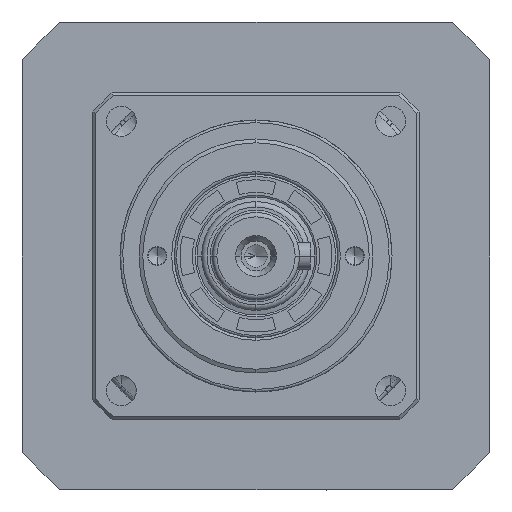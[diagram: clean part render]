
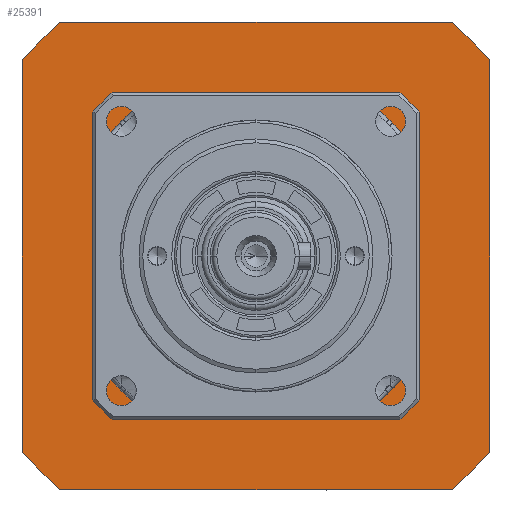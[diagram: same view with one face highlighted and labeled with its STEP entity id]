
A CAD part, left-side view. The second image highlights one B-rep face of the part: STEP entity #25391.
In plain terms, the highlighted planar face has unit normal (-1, 0, 0).
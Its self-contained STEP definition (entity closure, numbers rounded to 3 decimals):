
#282 = CIRCLE ( 'NONE', #24519, 35. ) ;
#679 = LINE ( 'NONE', #20925, #1436 ) ;
#837 = LINE ( 'NONE', #5441, #1499 ) ;
#926 = CARTESIAN_POINT ( 'NONE',  ( 5.5, 43., -35.875 ) ) ;
#1014 = VERTEX_POINT ( 'NONE', #11449 ) ;
#1344 = EDGE_CURVE ( 'NONE', #24621, #7691, #17758, .T. ) ;
#1436 = VECTOR ( 'NONE', #24918, 1000. ) ;
#1499 = VECTOR ( 'NONE', #5500, 1000. ) ;
#1705 = CARTESIAN_POINT ( 'NONE',  ( 5.5, 30., -18.028 ) ) ;
#1785 = CIRCLE ( 'NONE', #8050, 56. ) ;
#2213 = EDGE_CURVE ( 'NONE', #7691, #16044, #282, .T. ) ;
#2665 = DIRECTION ( 'NONE',  ( 0., 1., 0. ) ) ;
#2706 = CIRCLE ( 'NONE', #13023, 35. ) ;
#2931 = CARTESIAN_POINT ( 'NONE',  ( 5.5, -35., 43. ) ) ;
#2969 = VERTEX_POINT ( 'NONE', #24886 ) ;
#3184 = CARTESIAN_POINT ( 'NONE',  ( 5.5, 0., 0. ) ) ;
#3202 = AXIS2_PLACEMENT_3D ( 'NONE', #3184, #7424, #10281 ) ;
#3248 = DIRECTION ( 'NONE',  ( 0., 0., -1. ) ) ;
#3368 = DIRECTION ( 'NONE',  ( -1., 0., 0. ) ) ;
#3682 = CARTESIAN_POINT ( 'NONE',  ( 5.5, 0., 0. ) ) ;
#4008 = DIRECTION ( 'NONE',  ( 0., -1., 0. ) ) ;
#4145 = CARTESIAN_POINT ( 'NONE',  ( 5.5, -30., -18.028 ) ) ;
#4740 = ORIENTED_EDGE ( 'NONE', *, *, #23550, .T. ) ;
#4901 = ORIENTED_EDGE ( 'NONE', *, *, #6319, .T. ) ;
#4934 = CARTESIAN_POINT ( 'NONE',  ( 5.5, -43., 0. ) ) ;
#5277 = CARTESIAN_POINT ( 'NONE',  ( 5.5, 0., 0. ) ) ;
#5441 = CARTESIAN_POINT ( 'NONE',  ( 5.5, 43., 0. ) ) ;
#5452 = VERTEX_POINT ( 'NONE', #8728 ) ;
#5500 = DIRECTION ( 'NONE',  ( 0., 0., -1. ) ) ;
#5531 = DIRECTION ( 'NONE',  ( -1., 0., 0. ) ) ;
#5900 = CIRCLE ( 'NONE', #8402, 35. ) ;
#5947 = EDGE_CURVE ( 'NONE', #17035, #23367, #18372, .T. ) ;
#6319 = EDGE_CURVE ( 'NONE', #23367, #24298, #9548, .T. ) ;
#6389 = LINE ( 'NONE', #4934, #13162 ) ;
#6553 = CARTESIAN_POINT ( 'NONE',  ( 5.5, 43., 35.875 ) ) ;
#6558 = EDGE_CURVE ( 'NONE', #7112, #1014, #5900, .T. ) ;
#7112 = VERTEX_POINT ( 'NONE', #4145 ) ;
#7173 = ORIENTED_EDGE ( 'NONE', *, *, #13495, .T. ) ;
#7219 = CARTESIAN_POINT ( 'NONE',  ( 5.5, -18.028, 30. ) ) ;
#7424 = DIRECTION ( 'NONE',  ( -1., 0., 0. ) ) ;
#7426 = EDGE_CURVE ( 'NONE', #22320, #5452, #6389, .T. ) ;
#7441 = DIRECTION ( 'NONE',  ( 0., 0., 1. ) ) ;
#7587 = EDGE_CURVE ( 'NONE', #1014, #2969, #9393, .T. ) ;
#7691 = VERTEX_POINT ( 'NONE', #19430 ) ;
#7888 = AXIS2_PLACEMENT_3D ( 'NONE', #3682, #3368, #3248 ) ;
#8050 = AXIS2_PLACEMENT_3D ( 'NONE', #18467, #18445, #18412 ) ;
#8402 = AXIS2_PLACEMENT_3D ( 'NONE', #19824, #19769, #19739 ) ;
#8567 = ORIENTED_EDGE ( 'NONE', *, *, #18465, .T. ) ;
#8662 = LINE ( 'NONE', #12482, #20326 ) ;
#8728 = CARTESIAN_POINT ( 'NONE',  ( 5.5, -43., 35.875 ) ) ;
#8986 = EDGE_CURVE ( 'NONE', #5452, #17035, #17786, .T. ) ;
#9030 = DIRECTION ( 'NONE',  ( 0., 0., 1. ) ) ;
#9120 = DIRECTION ( 'NONE',  ( 1., 0., 0. ) ) ;
#9299 = CARTESIAN_POINT ( 'NONE',  ( 5.5, 0., 0. ) ) ;
#9390 = ORIENTED_EDGE ( 'NONE', *, *, #24890, .T. ) ;
#9393 = LINE ( 'NONE', #22519, #18956 ) ;
#9548 = CIRCLE ( 'NONE', #3202, 56. ) ;
#9788 = ORIENTED_EDGE ( 'NONE', *, *, #8986, .T. ) ;
#10057 = DIRECTION ( 'NONE',  ( 0., -1., 0. ) ) ;
#10281 = DIRECTION ( 'NONE',  ( 0., 0., -1. ) ) ;
#10538 = EDGE_CURVE ( 'NONE', #2969, #24621, #2706, .T. ) ;
#11449 = CARTESIAN_POINT ( 'NONE',  ( 5.5, -18.028, -30. ) ) ;
#11530 = ORIENTED_EDGE ( 'NONE', *, *, #21195, .T. ) ;
#11753 = EDGE_CURVE ( 'NONE', #13151, #15031, #1785, .T. ) ;
#11831 = CARTESIAN_POINT ( 'NONE',  ( 5.5, -43., -35.875 ) ) ;
#11876 = CARTESIAN_POINT ( 'NONE',  ( 5.5, 35.875, 43. ) ) ;
#12031 = ORIENTED_EDGE ( 'NONE', *, *, #11753, .T. ) ;
#12204 = CARTESIAN_POINT ( 'NONE',  ( 5.5, -35., 30. ) ) ;
#12482 = CARTESIAN_POINT ( 'NONE',  ( 5.5, -35., -43. ) ) ;
#12787 = EDGE_CURVE ( 'NONE', #24298, #13151, #837, .T. ) ;
#12825 = ORIENTED_EDGE ( 'NONE', *, *, #6558, .T. ) ;
#13023 = AXIS2_PLACEMENT_3D ( 'NONE', #9299, #9120, #9030 ) ;
#13151 = VERTEX_POINT ( 'NONE', #926 ) ;
#13162 = VECTOR ( 'NONE', #13254, 1000. ) ;
#13254 = DIRECTION ( 'NONE',  ( 0., 0., 1. ) ) ;
#13314 = ORIENTED_EDGE ( 'NONE', *, *, #7426, .T. ) ;
#13495 = EDGE_CURVE ( 'NONE', #17345, #22320, #23126, .T. ) ;
#14083 = CARTESIAN_POINT ( 'NONE',  ( 5.5, -35.875, 43. ) ) ;
#14200 = DIRECTION ( 'NONE',  ( 0., 0., -1. ) ) ;
#14288 = DIRECTION ( 'NONE',  ( -1., 0., 0. ) ) ;
#14479 = CARTESIAN_POINT ( 'NONE',  ( 5.5, 0., 0. ) ) ;
#14540 = ORIENTED_EDGE ( 'NONE', *, *, #10538, .T. ) ;
#15000 = DIRECTION ( 'NONE',  ( 0., 0., 1. ) ) ;
#15031 = VERTEX_POINT ( 'NONE', #17115 ) ;
#15032 = DIRECTION ( 'NONE',  ( 1., 0., 0. ) ) ;
#15039 = CARTESIAN_POINT ( 'NONE',  ( 5.5, 0., 0. ) ) ;
#15689 = EDGE_LOOP ( 'NONE', ( #22556, #18450, #9390, #11530, #4740, #12825, #19665, #14540 ) ) ;
#16044 = VERTEX_POINT ( 'NONE', #20012 ) ;
#17035 = VERTEX_POINT ( 'NONE', #14083 ) ;
#17115 = CARTESIAN_POINT ( 'NONE',  ( 5.5, 35.875, -43. ) ) ;
#17345 = VERTEX_POINT ( 'NONE', #23091 ) ;
#17376 = EDGE_LOOP ( 'NONE', ( #4901, #26922, #12031, #8567, #7173, #13314, #9788, #26000 ) ) ;
#17570 = CARTESIAN_POINT ( 'NONE',  ( 5.5, -30., 18.028 ) ) ;
#17758 = LINE ( 'NONE', #23869, #23148 ) ;
#17786 = CIRCLE ( 'NONE', #7888, 56. ) ;
#17829 = LINE ( 'NONE', #12204, #24346 ) ;
#18221 = VECTOR ( 'NONE', #2665, 1000. ) ;
#18372 = LINE ( 'NONE', #2931, #18221 ) ;
#18412 = DIRECTION ( 'NONE',  ( 0., 0., -1. ) ) ;
#18445 = DIRECTION ( 'NONE',  ( -1., 0., 0. ) ) ;
#18450 = ORIENTED_EDGE ( 'NONE', *, *, #2213, .T. ) ;
#18465 = EDGE_CURVE ( 'NONE', #15031, #17345, #8662, .T. ) ;
#18467 = CARTESIAN_POINT ( 'NONE',  ( 5.5, 0., 0. ) ) ;
#18602 = CIRCLE ( 'NONE', #21065, 35. ) ;
#18956 = VECTOR ( 'NONE', #22617, 1000. ) ;
#19430 = CARTESIAN_POINT ( 'NONE',  ( 5.5, 30., 18.028 ) ) ;
#19665 = ORIENTED_EDGE ( 'NONE', *, *, #7587, .T. ) ;
#19739 = DIRECTION ( 'NONE',  ( 0., 0., 1. ) ) ;
#19769 = DIRECTION ( 'NONE',  ( 1., 0., 0. ) ) ;
#19824 = CARTESIAN_POINT ( 'NONE',  ( 5.5, 0., 0. ) ) ;
#19914 = DIRECTION ( 'NONE',  ( 1., 0., 0. ) ) ;
#20012 = CARTESIAN_POINT ( 'NONE',  ( 5.5, 18.028, 30. ) ) ;
#20166 = DIRECTION ( 'NONE',  ( 0., 0., 1. ) ) ;
#20326 = VECTOR ( 'NONE', #4008, 1000. ) ;
#20925 = CARTESIAN_POINT ( 'NONE',  ( 5.5, -30., 0. ) ) ;
#21065 = AXIS2_PLACEMENT_3D ( 'NONE', #5277, #19914, #7441 ) ;
#21195 = EDGE_CURVE ( 'NONE', #23222, #22178, #18602, .T. ) ;
#21396 = AXIS2_PLACEMENT_3D ( 'NONE', #26132, #5531, #20166 ) ;
#22178 = VERTEX_POINT ( 'NONE', #17570 ) ;
#22320 = VERTEX_POINT ( 'NONE', #11831 ) ;
#22519 = CARTESIAN_POINT ( 'NONE',  ( 5.5, -35., -30. ) ) ;
#22556 = ORIENTED_EDGE ( 'NONE', *, *, #1344, .T. ) ;
#22617 = DIRECTION ( 'NONE',  ( 0., 1., 0. ) ) ;
#23001 = FACE_OUTER_BOUND ( 'NONE', #17376, .T. ) ;
#23091 = CARTESIAN_POINT ( 'NONE',  ( 5.5, -35.875, -43. ) ) ;
#23126 = CIRCLE ( 'NONE', #23491, 56. ) ;
#23148 = VECTOR ( 'NONE', #23842, 1000. ) ;
#23222 = VERTEX_POINT ( 'NONE', #7219 ) ;
#23252 = FACE_BOUND ( 'NONE', #15689, .T. ) ;
#23367 = VERTEX_POINT ( 'NONE', #11876 ) ;
#23491 = AXIS2_PLACEMENT_3D ( 'NONE', #14479, #14288, #14200 ) ;
#23550 = EDGE_CURVE ( 'NONE', #22178, #7112, #679, .T. ) ;
#23842 = DIRECTION ( 'NONE',  ( 0., 0., 1. ) ) ;
#23869 = CARTESIAN_POINT ( 'NONE',  ( 5.5, 30., 0. ) ) ;
#24130 = PLANE ( 'NONE',  #21396 ) ;
#24298 = VERTEX_POINT ( 'NONE', #6553 ) ;
#24346 = VECTOR ( 'NONE', #10057, 1000. ) ;
#24519 = AXIS2_PLACEMENT_3D ( 'NONE', #15039, #15032, #15000 ) ;
#24621 = VERTEX_POINT ( 'NONE', #1705 ) ;
#24886 = CARTESIAN_POINT ( 'NONE',  ( 5.5, 18.028, -30. ) ) ;
#24890 = EDGE_CURVE ( 'NONE', #16044, #23222, #17829, .T. ) ;
#24918 = DIRECTION ( 'NONE',  ( 0., 0., -1. ) ) ;
#25391 = ADVANCED_FACE ( 'NONE', ( #23001, #23252 ), #24130, .T. ) ;
#26000 = ORIENTED_EDGE ( 'NONE', *, *, #5947, .T. ) ;
#26132 = CARTESIAN_POINT ( 'NONE',  ( 5.5, -35., 0. ) ) ;
#26922 = ORIENTED_EDGE ( 'NONE', *, *, #12787, .T. ) ;
